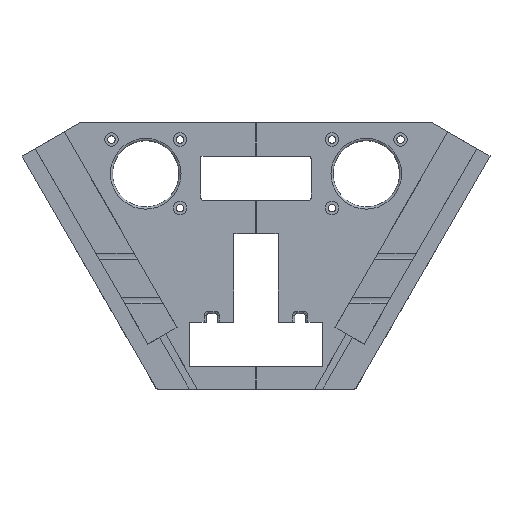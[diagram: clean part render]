
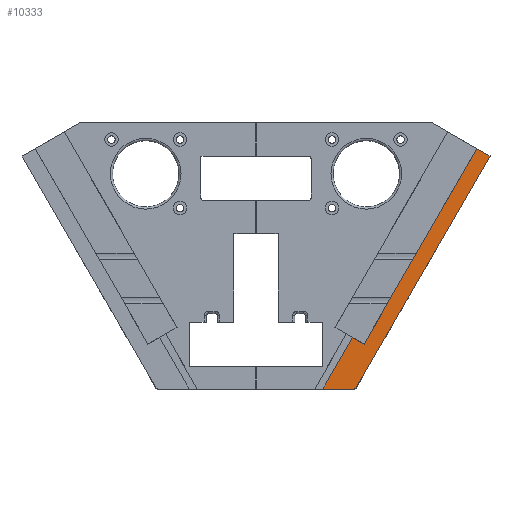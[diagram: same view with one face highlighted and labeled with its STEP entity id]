
A CAD part, top view. The second image highlights one B-rep face of the part: STEP entity #10333.
In plain terms, the highlighted planar face has unit normal (0, 0, 1).
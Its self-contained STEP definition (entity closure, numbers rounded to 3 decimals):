
#1826 = PLANE('',#1827);
#1827 = AXIS2_PLACEMENT_3D('',#1828,#1829,#1830);
#1828 = CARTESIAN_POINT('',(45.,-10.,0.));
#1829 = DIRECTION('',(0.,1.,0.));
#1830 = DIRECTION('',(1.,0.,0.));
#2059 = PLANE('',#2060);
#2060 = AXIS2_PLACEMENT_3D('',#2061,#2062,#2063);
#2061 = CARTESIAN_POINT('',(45.,-10.,0.));
#2062 = DIRECTION('',(0.866,-0.5,0.));
#2063 = DIRECTION('',(-0.5,-0.866,0.));
#2173 = PLANE('',#2174);
#2174 = AXIS2_PLACEMENT_3D('',#2175,#2176,#2177);
#2175 = CARTESIAN_POINT('',(105.881,95.449,0.));
#2176 = DIRECTION('',(0.5,0.866,0.));
#2177 = DIRECTION('',(0.866,-0.5,0.));
#5335 = CYLINDRICAL_SURFACE('',#5336,1.);
#5336 = AXIS2_PLACEMENT_3D('',#5337,#5338,#5339);
#5337 = CARTESIAN_POINT('',(44.423,-9.,0.));
#5338 = DIRECTION('',(0.,0.,1.));
#5339 = DIRECTION('',(0.,-1.,0.));
#5353 = VERTEX_POINT('',#5354);
#5354 = CARTESIAN_POINT('',(44.423,-10.,30.));
#5375 = EDGE_CURVE('',#5353,#5376,#5378,.T.);
#5376 = VERTEX_POINT('',#5377);
#5377 = CARTESIAN_POINT('',(30.215,-10.,30.));
#5378 = SURFACE_CURVE('',#5379,(#5383,#5390),.PCURVE_S1.);
#5379 = LINE('',#5380,#5381);
#5380 = CARTESIAN_POINT('',(45.,-10.,30.));
#5381 = VECTOR('',#5382,1.);
#5382 = DIRECTION('',(-1.,0.,0.));
#5383 = PCURVE('',#1826,#5384);
#5384 = DEFINITIONAL_REPRESENTATION('',(#5385),#5389);
#5385 = LINE('',#5386,#5387);
#5386 = CARTESIAN_POINT('',(0.,-30.));
#5387 = VECTOR('',#5388,1.);
#5388 = DIRECTION('',(-1.,0.));
#5389 = ( GEOMETRIC_REPRESENTATION_CONTEXT(2) 
PARAMETRIC_REPRESENTATION_CONTEXT() REPRESENTATION_CONTEXT('2D SPACE',''
  ) );
#5390 = PCURVE('',#5391,#5396);
#5391 = PLANE('',#5392);
#5392 = AXIS2_PLACEMENT_3D('',#5393,#5394,#5395);
#5393 = CARTESIAN_POINT('',(37.831,55.171,30.));
#5394 = DIRECTION('',(0.,0.,1.));
#5395 = DIRECTION('',(1.,0.,0.));
#5396 = DEFINITIONAL_REPRESENTATION('',(#5397),#5401);
#5397 = LINE('',#5398,#5399);
#5398 = CARTESIAN_POINT('',(7.169,-65.171));
#5399 = VECTOR('',#5400,1.);
#5400 = DIRECTION('',(-1.,-0.));
#5401 = ( GEOMETRIC_REPRESENTATION_CONTEXT(2) 
PARAMETRIC_REPRESENTATION_CONTEXT() REPRESENTATION_CONTEXT('2D SPACE',''
  ) );
#5418 = PLANE('',#5419);
#5419 = AXIS2_PLACEMENT_3D('',#5420,#5421,#5422);
#5420 = CARTESIAN_POINT('',(43.687,13.334,30.));
#5421 = DIRECTION('',(-0.866,0.5,0.));
#5422 = DIRECTION('',(0.,0.,1.));
#5760 = PLANE('',#5761);
#5761 = AXIS2_PLACEMENT_3D('',#5762,#5763,#5764);
#5762 = CARTESIAN_POINT('',(42.302,14.134,22.4));
#5763 = DIRECTION('',(0.5,0.866,0.));
#5764 = DIRECTION('',(0.866,-0.5,0.));
#6392 = EDGE_CURVE('',#6393,#6395,#6397,.T.);
#6393 = VERTEX_POINT('',#6394);
#6394 = CARTESIAN_POINT('',(45.289,-9.5,30.));
#6395 = VERTEX_POINT('',#6396);
#6396 = CARTESIAN_POINT('',(105.881,95.449,30.));
#6397 = SURFACE_CURVE('',#6398,(#6402,#6409),.PCURVE_S1.);
#6398 = LINE('',#6399,#6400);
#6399 = CARTESIAN_POINT('',(45.,-10.,30.));
#6400 = VECTOR('',#6401,1.);
#6401 = DIRECTION('',(0.5,0.866,0.));
#6402 = PCURVE('',#2059,#6403);
#6403 = DEFINITIONAL_REPRESENTATION('',(#6404),#6408);
#6404 = LINE('',#6405,#6406);
#6405 = CARTESIAN_POINT('',(0.,-30.));
#6406 = VECTOR('',#6407,1.);
#6407 = DIRECTION('',(-1.,0.));
#6408 = ( GEOMETRIC_REPRESENTATION_CONTEXT(2) 
PARAMETRIC_REPRESENTATION_CONTEXT() REPRESENTATION_CONTEXT('2D SPACE',''
  ) );
#6409 = PCURVE('',#5391,#6410);
#6410 = DEFINITIONAL_REPRESENTATION('',(#6411),#6415);
#6411 = LINE('',#6412,#6413);
#6412 = CARTESIAN_POINT('',(7.169,-65.171));
#6413 = VECTOR('',#6414,1.);
#6414 = DIRECTION('',(0.5,0.866));
#6415 = ( GEOMETRIC_REPRESENTATION_CONTEXT(2) 
PARAMETRIC_REPRESENTATION_CONTEXT() REPRESENTATION_CONTEXT('2D SPACE',''
  ) );
#6672 = EDGE_CURVE('',#6395,#6673,#6675,.T.);
#6673 = VERTEX_POINT('',#6674);
#6674 = CARTESIAN_POINT('',(99.989,98.85,30.));
#6675 = SURFACE_CURVE('',#6676,(#6680,#6687),.PCURVE_S1.);
#6676 = LINE('',#6677,#6678);
#6677 = CARTESIAN_POINT('',(105.881,95.449,30.));
#6678 = VECTOR('',#6679,1.);
#6679 = DIRECTION('',(-0.866,0.5,0.));
#6680 = PCURVE('',#2173,#6681);
#6681 = DEFINITIONAL_REPRESENTATION('',(#6682),#6686);
#6682 = LINE('',#6683,#6684);
#6683 = CARTESIAN_POINT('',(0.,-30.));
#6684 = VECTOR('',#6685,1.);
#6685 = DIRECTION('',(-1.,-0.));
#6686 = ( GEOMETRIC_REPRESENTATION_CONTEXT(2) 
PARAMETRIC_REPRESENTATION_CONTEXT() REPRESENTATION_CONTEXT('2D SPACE',''
  ) );
#6687 = PCURVE('',#5391,#6688);
#6688 = DEFINITIONAL_REPRESENTATION('',(#6689),#6693);
#6689 = LINE('',#6690,#6691);
#6690 = CARTESIAN_POINT('',(68.05,40.277));
#6691 = VECTOR('',#6692,1.);
#6692 = DIRECTION('',(-0.866,0.5));
#6693 = ( GEOMETRIC_REPRESENTATION_CONTEXT(2) 
PARAMETRIC_REPRESENTATION_CONTEXT() REPRESENTATION_CONTEXT('2D SPACE',''
  ) );
#6711 = PLANE('',#6712);
#6712 = AXIS2_PLACEMENT_3D('',#6713,#6714,#6715);
#6713 = CARTESIAN_POINT('',(99.989,98.85,30.));
#6714 = DIRECTION('',(-0.866,0.5,0.));
#6715 = DIRECTION('',(0.,0.,1.));
#10261 = EDGE_CURVE('',#5353,#6393,#10262,.T.);
#10262 = SURFACE_CURVE('',#10263,(#10268,#10275),.PCURVE_S1.);
#10263 = CIRCLE('',#10264,1.);
#10264 = AXIS2_PLACEMENT_3D('',#10265,#10266,#10267);
#10265 = CARTESIAN_POINT('',(44.423,-9.,30.));
#10266 = DIRECTION('',(0.,0.,1.));
#10267 = DIRECTION('',(-1.,0.,0.));
#10268 = PCURVE('',#5335,#10269);
#10269 = DEFINITIONAL_REPRESENTATION('',(#10270),#10274);
#10270 = LINE('',#10271,#10272);
#10271 = CARTESIAN_POINT('',(-1.571,30.));
#10272 = VECTOR('',#10273,1.);
#10273 = DIRECTION('',(1.,0.));
#10274 = ( GEOMETRIC_REPRESENTATION_CONTEXT(2) 
PARAMETRIC_REPRESENTATION_CONTEXT() REPRESENTATION_CONTEXT('2D SPACE',''
  ) );
#10275 = PCURVE('',#5391,#10276);
#10276 = DEFINITIONAL_REPRESENTATION('',(#10277),#10281);
#10277 = CIRCLE('',#10278,1.);
#10278 = AXIS2_PLACEMENT_2D('',#10279,#10280);
#10279 = CARTESIAN_POINT('',(6.592,-64.171));
#10280 = DIRECTION('',(-1.,0.));
#10281 = ( GEOMETRIC_REPRESENTATION_CONTEXT(2) 
PARAMETRIC_REPRESENTATION_CONTEXT() REPRESENTATION_CONTEXT('2D SPACE',''
  ) );
#10333 = ADVANCED_FACE('',(#10334),#5391,.T.);
#10334 = FACE_BOUND('',#10335,.F.);
#10335 = EDGE_LOOP('',(#10336,#10337,#10360,#10383,#10404,#10405,#10406)
  );
#10336 = ORIENTED_EDGE('',*,*,#5375,.T.);
#10337 = ORIENTED_EDGE('',*,*,#10338,.F.);
#10338 = EDGE_CURVE('',#10339,#5376,#10341,.T.);
#10339 = VERTEX_POINT('',#10340);
#10340 = CARTESIAN_POINT('',(43.687,13.334,30.));
#10341 = SURFACE_CURVE('',#10342,(#10346,#10353),.PCURVE_S1.);
#10342 = LINE('',#10343,#10344);
#10343 = CARTESIAN_POINT('',(43.687,13.334,30.));
#10344 = VECTOR('',#10345,1.);
#10345 = DIRECTION('',(-0.5,-0.866,-0.));
#10346 = PCURVE('',#5391,#10347);
#10347 = DEFINITIONAL_REPRESENTATION('',(#10348),#10352);
#10348 = LINE('',#10349,#10350);
#10349 = CARTESIAN_POINT('',(5.857,-41.837));
#10350 = VECTOR('',#10351,1.);
#10351 = DIRECTION('',(-0.5,-0.866));
#10352 = ( GEOMETRIC_REPRESENTATION_CONTEXT(2) 
PARAMETRIC_REPRESENTATION_CONTEXT() REPRESENTATION_CONTEXT('2D SPACE',''
  ) );
#10353 = PCURVE('',#5418,#10354);
#10354 = DEFINITIONAL_REPRESENTATION('',(#10355),#10359);
#10355 = LINE('',#10356,#10357);
#10356 = CARTESIAN_POINT('',(-0.,0.));
#10357 = VECTOR('',#10358,1.);
#10358 = DIRECTION('',(0.,-1.));
#10359 = ( GEOMETRIC_REPRESENTATION_CONTEXT(2) 
PARAMETRIC_REPRESENTATION_CONTEXT() REPRESENTATION_CONTEXT('2D SPACE',''
  ) );
#10360 = ORIENTED_EDGE('',*,*,#10361,.T.);
#10361 = EDGE_CURVE('',#10339,#10362,#10364,.T.);
#10362 = VERTEX_POINT('',#10363);
#10363 = CARTESIAN_POINT('',(48.884,10.334,30.));
#10364 = SURFACE_CURVE('',#10365,(#10369,#10376),.PCURVE_S1.);
#10365 = LINE('',#10366,#10367);
#10366 = CARTESIAN_POINT('',(35.72,17.934,30.));
#10367 = VECTOR('',#10368,1.);
#10368 = DIRECTION('',(0.866,-0.5,0.));
#10369 = PCURVE('',#5391,#10370);
#10370 = DEFINITIONAL_REPRESENTATION('',(#10371),#10375);
#10371 = LINE('',#10372,#10373);
#10372 = CARTESIAN_POINT('',(-2.111,-37.237));
#10373 = VECTOR('',#10374,1.);
#10374 = DIRECTION('',(0.866,-0.5));
#10375 = ( GEOMETRIC_REPRESENTATION_CONTEXT(2) 
PARAMETRIC_REPRESENTATION_CONTEXT() REPRESENTATION_CONTEXT('2D SPACE',''
  ) );
#10376 = PCURVE('',#5760,#10377);
#10377 = DEFINITIONAL_REPRESENTATION('',(#10378),#10382);
#10378 = LINE('',#10379,#10380);
#10379 = CARTESIAN_POINT('',(-7.6,-7.6));
#10380 = VECTOR('',#10381,1.);
#10381 = DIRECTION('',(1.,-0.));
#10382 = ( GEOMETRIC_REPRESENTATION_CONTEXT(2) 
PARAMETRIC_REPRESENTATION_CONTEXT() REPRESENTATION_CONTEXT('2D SPACE',''
  ) );
#10383 = ORIENTED_EDGE('',*,*,#10384,.F.);
#10384 = EDGE_CURVE('',#6673,#10362,#10385,.T.);
#10385 = SURFACE_CURVE('',#10386,(#10390,#10397),.PCURVE_S1.);
#10386 = LINE('',#10387,#10388);
#10387 = CARTESIAN_POINT('',(99.989,98.85,30.));
#10388 = VECTOR('',#10389,1.);
#10389 = DIRECTION('',(-0.5,-0.866,0.));
#10390 = PCURVE('',#5391,#10391);
#10391 = DEFINITIONAL_REPRESENTATION('',(#10392),#10396);
#10392 = LINE('',#10393,#10394);
#10393 = CARTESIAN_POINT('',(62.158,43.679));
#10394 = VECTOR('',#10395,1.);
#10395 = DIRECTION('',(-0.5,-0.866));
#10396 = ( GEOMETRIC_REPRESENTATION_CONTEXT(2) 
PARAMETRIC_REPRESENTATION_CONTEXT() REPRESENTATION_CONTEXT('2D SPACE',''
  ) );
#10397 = PCURVE('',#6711,#10398);
#10398 = DEFINITIONAL_REPRESENTATION('',(#10399),#10403);
#10399 = LINE('',#10400,#10401);
#10400 = CARTESIAN_POINT('',(-0.,0.));
#10401 = VECTOR('',#10402,1.);
#10402 = DIRECTION('',(0.,-1.));
#10403 = ( GEOMETRIC_REPRESENTATION_CONTEXT(2) 
PARAMETRIC_REPRESENTATION_CONTEXT() REPRESENTATION_CONTEXT('2D SPACE',''
  ) );
#10404 = ORIENTED_EDGE('',*,*,#6672,.F.);
#10405 = ORIENTED_EDGE('',*,*,#6392,.F.);
#10406 = ORIENTED_EDGE('',*,*,#10261,.F.);
